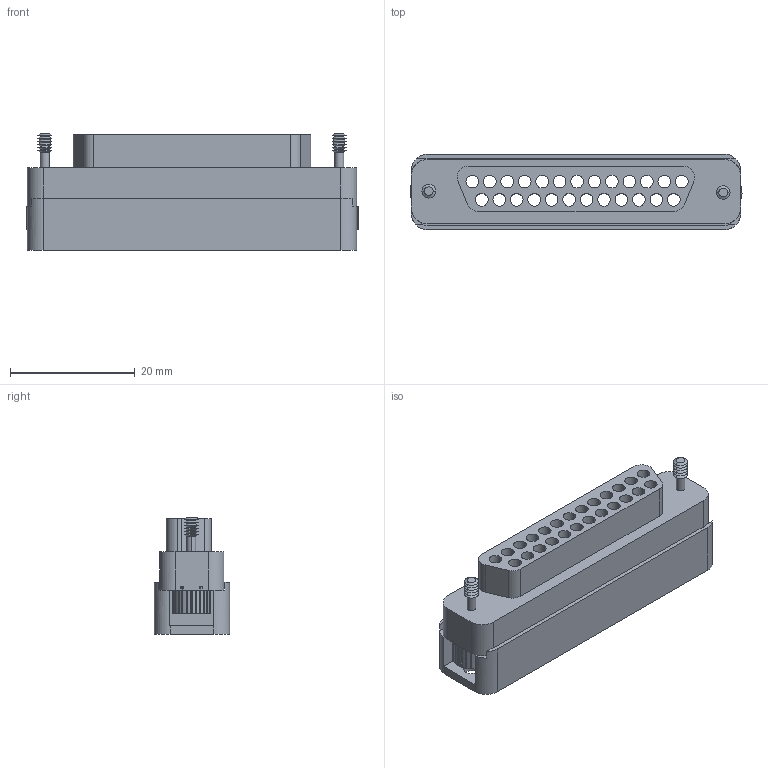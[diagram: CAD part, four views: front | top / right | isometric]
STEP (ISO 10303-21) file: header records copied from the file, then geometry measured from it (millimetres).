
FILE_DESCRIPTION (( 'STEP AP214' ), '1' );
FILE_NAME ('XSD-25-s-vac.step', '2017-07-10T06:50:12', ( 'install' ), ( '' ), 'SwSTEP 2.0', 'SolidWorks 2015', '' );
FILE_SCHEMA (( 'AUTOMOTIVE_DESIGN' ));
Length unit declared in the file: inch
Products named in the file (1): XSD-25-s-vac
Bounding box: 53.15 x 12.06 x 18.72 mm (x, y, z)
Volume: 7263 mm3; surface area: 7187.6 mm2
Topology: 3 solids, 3 shells, 427 faces, 1198 edges, 780 vertices
Faces by surface type: plane 245, cylinder 134, cone 48
Entity records: 19453 total; most frequent: CARTESIAN_POINT 2406, ORIENTED_EDGE 2396, DIRECTION 2394, EDGE_CURVE 1198, VECTOR 858, LINE 858, VERTEX_POINT 780, AXIS2_PLACEMENT_3D 768
